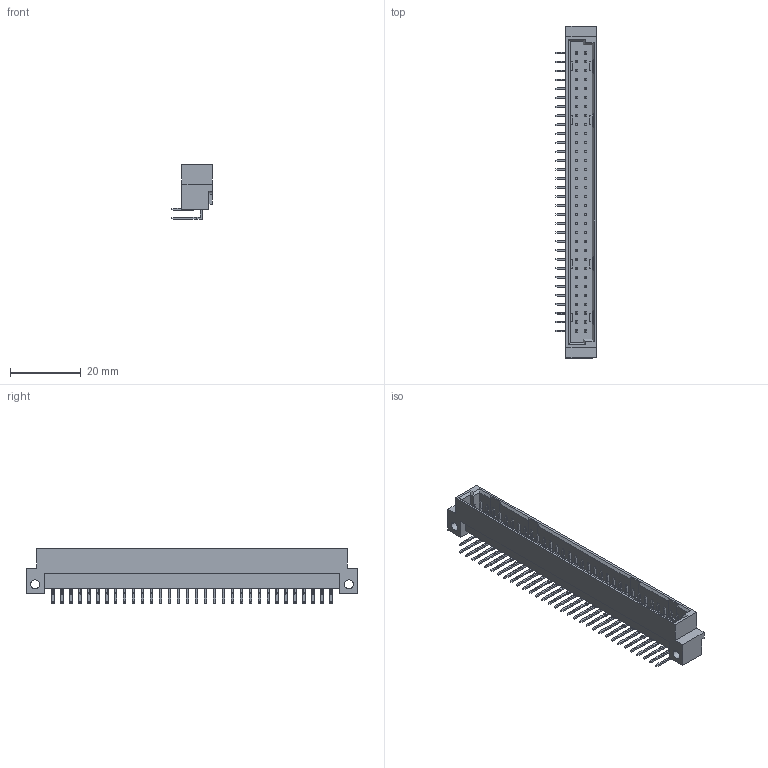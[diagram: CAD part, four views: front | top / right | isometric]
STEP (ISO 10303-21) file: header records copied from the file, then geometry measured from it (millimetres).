
FILE_DESCRIPTION(('CoCreate Modeling STEP Export'),'2;1');
FILE_NAME('PCN10A-64P-2.54DS.stp','2013-10-31T15:59:48',(''),(''),'CoCreate Modeling STEP processor for AP214 (Solid Model)','CoCreate Modeling 17.0 01-Apr-2010 (C) Parametric Technology GmbH','');
FILE_SCHEMA(('AUTOMOTIVE_DESIGN { 1 0 10303 214 1 1 1 1 }'));
Length unit declared in the file: millimetre
Products named in the file (1): PCN10A-64P-2.54DS
Bounding box: 11.5 x 94 x 15.48 mm (x, y, z)
Volume: 4924.5 mm3; surface area: 7399.8 mm2
Topology: 1 solids, 1 shells, 1889 faces, 4740 edges, 2986 vertices
Faces by surface type: plane 1755, cylinder 134
Entity records: 54126 total; most frequent: ORIENTED_EDGE 9480, CARTESIAN_POINT 9472, DIRECTION 8510, EDGE_CURVE 4740, VECTOR 4462, LINE 4462, VERTEX_POINT 2986, EDGE_LOOP 2026
